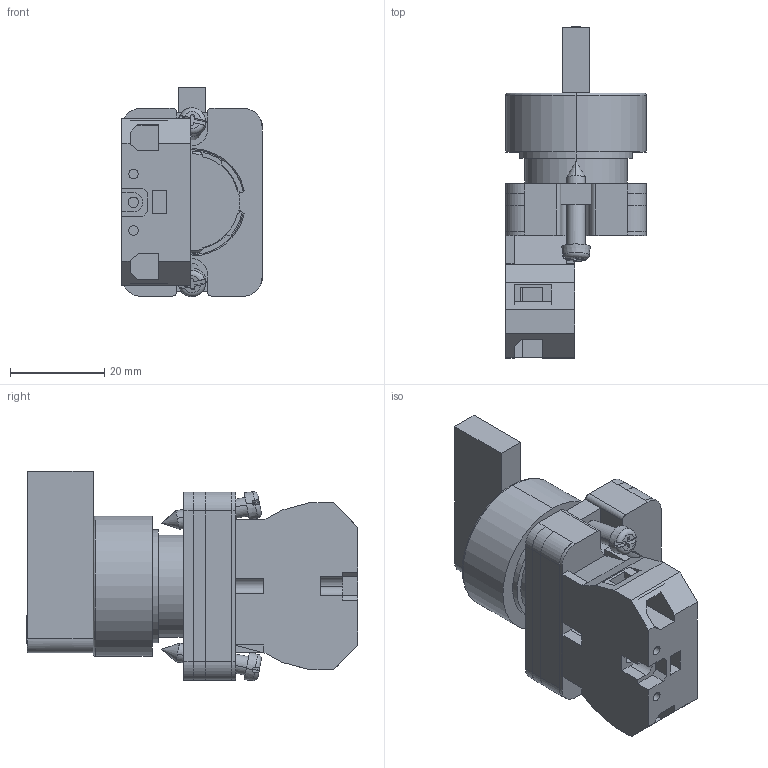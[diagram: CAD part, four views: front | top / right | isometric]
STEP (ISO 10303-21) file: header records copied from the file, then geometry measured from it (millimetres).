
FILE_DESCRIPTION (( 'STEP AP214' ), '1' );
FILE_NAME ('GCX3360.step', '2016-06-20T21:19:56', ( '' ), ( '' ), 'SwSTEP 2.0', 'SolidWorks 2016', '' );
FILE_SCHEMA (( 'AUTOMOTIVE_DESIGN' ));
Length unit declared in the file: inch
Products named in the file (4): GCX3360 OPERATOR; ecx1040; ECX3029-2; GCX3360
Assembly tree (3 placements, depth 2):
  GCX3360
    ECX3029-2
    ecx1040
    GCX3360 OPERATOR
Bounding box: 29.91 x 70.6 x 44.5 mm (x, y, z)
Volume: 31607.7 mm3; surface area: 18870.9 mm2
Topology: 6 solids, 6 shells, 396 faces, 1082 edges, 714 vertices
Faces by surface type: plane 232, cylinder 137, cone 15, torus 12
Entity records: 13164 total; most frequent: CARTESIAN_POINT 2390, DIRECTION 2184, ORIENTED_EDGE 2156, EDGE_CURVE 1078, AXIS2_PLACEMENT_3D 744, VERTEX_POINT 714, LINE 696, VECTOR 696
